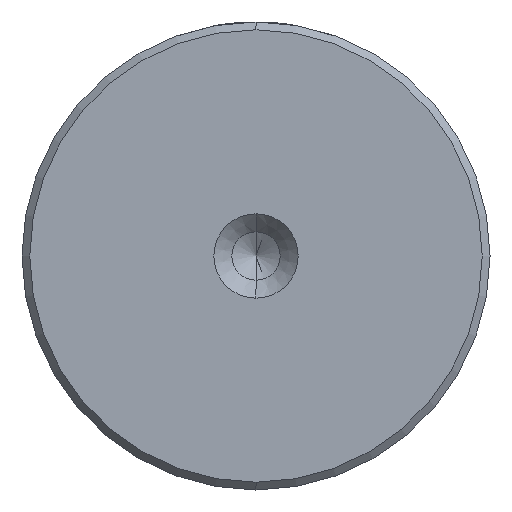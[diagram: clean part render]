
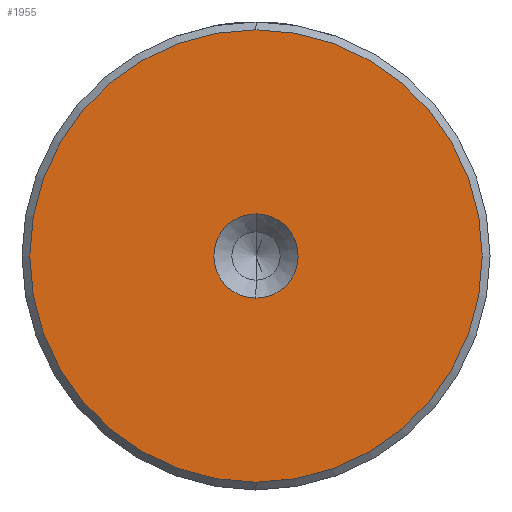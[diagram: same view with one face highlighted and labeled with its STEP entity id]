
A CAD part, left-side view. The second image highlights one B-rep face of the part: STEP entity #1955.
In plain terms, the highlighted planar face has unit normal (-1, 0, 0).
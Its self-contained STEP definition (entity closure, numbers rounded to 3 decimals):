
#33 = EDGE_CURVE ( 'NONE', #1425, #2101, #1232, .T. ) ;
#111 = CARTESIAN_POINT ( 'NONE',  ( 0., 0., 2.7 ) ) ;
#133 = EDGE_LOOP ( 'NONE', ( #2394, #2203 ) ) ;
#252 = DIRECTION ( 'NONE',  ( 0., 0., 1. ) ) ;
#339 = DIRECTION ( 'NONE',  ( 0., 0., 1. ) ) ;
#350 = DIRECTION ( 'NONE',  ( -1., 0., 0. ) ) ;
#359 = CARTESIAN_POINT ( 'NONE',  ( 0., 0., 0. ) ) ;
#392 = ORIENTED_EDGE ( 'NONE', *, *, #1237, .F. ) ;
#429 = DIRECTION ( 'NONE',  ( -1., 0., 0. ) ) ;
#460 = FACE_OUTER_BOUND ( 'NONE', #133, .T. ) ;
#478 = PLANE ( 'NONE',  #663 ) ;
#525 = CIRCLE ( 'NONE', #2097, 2.7 ) ;
#663 = AXIS2_PLACEMENT_3D ( 'NONE', #673, #2175, #1046 ) ;
#673 = CARTESIAN_POINT ( 'NONE',  ( 0., 0., 0. ) ) ;
#856 = VERTEX_POINT ( 'NONE', #111 ) ;
#1046 = DIRECTION ( 'NONE',  ( 0., 0., 1. ) ) ;
#1059 = EDGE_CURVE ( 'NONE', #856, #1285, #1878, .T. ) ;
#1078 = CARTESIAN_POINT ( 'NONE',  ( 0., 0., 0. ) ) ;
#1116 = CARTESIAN_POINT ( 'NONE',  ( 0., 0., 14.5 ) ) ;
#1149 = EDGE_LOOP ( 'NONE', ( #1600, #392 ) ) ;
#1185 = DIRECTION ( 'NONE',  ( -1., 0., 0. ) ) ;
#1232 = CIRCLE ( 'NONE', #2103, 14.5 ) ;
#1237 = EDGE_CURVE ( 'NONE', #1285, #856, #525, .T. ) ;
#1266 = DIRECTION ( 'NONE',  ( 0., 0., 1. ) ) ;
#1285 = VERTEX_POINT ( 'NONE', #2435 ) ;
#1403 = FACE_BOUND ( 'NONE', #1149, .T. ) ;
#1425 = VERTEX_POINT ( 'NONE', #1559 ) ;
#1550 = CARTESIAN_POINT ( 'NONE',  ( 0., 0., 0. ) ) ;
#1559 = CARTESIAN_POINT ( 'NONE',  ( 0., 0., -14.5 ) ) ;
#1600 = ORIENTED_EDGE ( 'NONE', *, *, #1059, .F. ) ;
#1744 = DIRECTION ( 'NONE',  ( 0., 0., 1. ) ) ;
#1878 = CIRCLE ( 'NONE', #2146, 2.7 ) ;
#1929 = CIRCLE ( 'NONE', #1987, 14.5 ) ;
#1955 = ADVANCED_FACE ( 'NONE', ( #460, #1403 ), #478, .T. ) ;
#1987 = AXIS2_PLACEMENT_3D ( 'NONE', #1550, #429, #1744 ) ;
#2097 = AXIS2_PLACEMENT_3D ( 'NONE', #2312, #1185, #252 ) ;
#2101 = VERTEX_POINT ( 'NONE', #1116 ) ;
#2103 = AXIS2_PLACEMENT_3D ( 'NONE', #359, #350, #339 ) ;
#2146 = AXIS2_PLACEMENT_3D ( 'NONE', #1078, #2382, #1266 ) ;
#2175 = DIRECTION ( 'NONE',  ( -1., 0., 0. ) ) ;
#2203 = ORIENTED_EDGE ( 'NONE', *, *, #2269, .T. ) ;
#2269 = EDGE_CURVE ( 'NONE', #2101, #1425, #1929, .T. ) ;
#2312 = CARTESIAN_POINT ( 'NONE',  ( 0., 0., 0. ) ) ;
#2382 = DIRECTION ( 'NONE',  ( -1., 0., 0. ) ) ;
#2394 = ORIENTED_EDGE ( 'NONE', *, *, #33, .T. ) ;
#2435 = CARTESIAN_POINT ( 'NONE',  ( 0., 0., -2.7 ) ) ;
